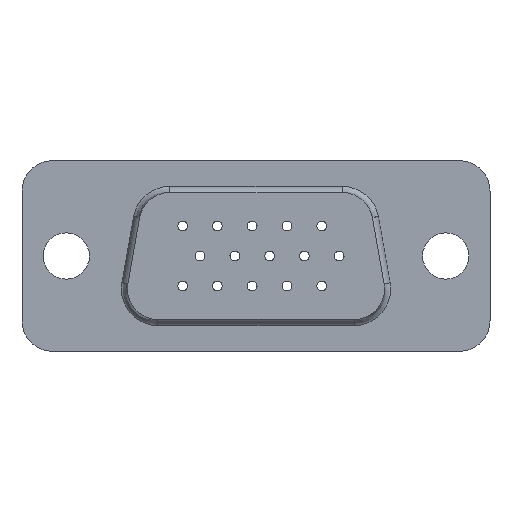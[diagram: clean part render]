
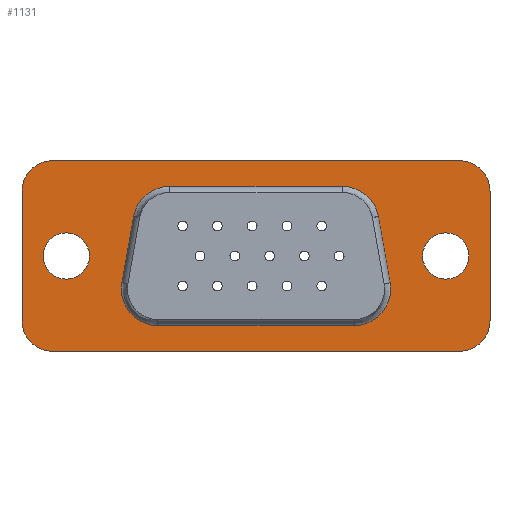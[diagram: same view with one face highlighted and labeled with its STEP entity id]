
A CAD part, front view. The second image highlights one B-rep face of the part: STEP entity #1131.
In plain terms, the highlighted planar face has unit normal (0, -1, 0).
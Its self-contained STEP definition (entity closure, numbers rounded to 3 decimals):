
#64=FACE_BOUND('',#1898,.T.);
#65=FACE_BOUND('',#1899,.T.);
#66=FACE_BOUND('',#1900,.T.);
#67=FACE_BOUND('',#1901,.T.);
#643=CIRCLE('',#8522,1.525);
#645=CIRCLE('',#8524,1.525);
#647=CIRCLE('',#8526,1.525);
#649=CIRCLE('',#8528,1.525);
#682=CIRCLE('',#8579,2.4);
#686=CIRCLE('',#8586,2.4);
#690=CIRCLE('',#8593,2.4);
#694=CIRCLE('',#8598,2.4);
#695=CIRCLE('',#8599,2.4);
#767=CIRCLE('',#8706,2.);
#769=CIRCLE('',#8709,2.);
#771=CIRCLE('',#8713,2.);
#773=CIRCLE('',#8717,2.);
#1131=ADVANCED_FACE('',(#64,#65,#66,#67),#1390,.T.);
#1390=PLANE('',#8722);
#1898=EDGE_LOOP('',(#2769,#2770));
#1899=EDGE_LOOP('',(#2771,#2772));
#1900=EDGE_LOOP('',(#2773,#2774,#2775,#2776,#2777,#2778,#2779,#2780,#2781));
#1901=EDGE_LOOP('',(#2782,#2783,#2784,#2785,#2786,#2787,#2788,#2789));
#2769=ORIENTED_EDGE('',*,*,#4360,.T.);
#2770=ORIENTED_EDGE('',*,*,#4363,.T.);
#2771=ORIENTED_EDGE('',*,*,#4354,.T.);
#2772=ORIENTED_EDGE('',*,*,#4357,.T.);
#2773=ORIENTED_EDGE('',*,*,#4479,.F.);
#2774=ORIENTED_EDGE('',*,*,#4478,.F.);
#2775=ORIENTED_EDGE('',*,*,#4481,.T.);
#2776=ORIENTED_EDGE('',*,*,#4472,.T.);
#2777=ORIENTED_EDGE('',*,*,#4470,.T.);
#2778=ORIENTED_EDGE('',*,*,#4463,.T.);
#2779=ORIENTED_EDGE('',*,*,#4461,.T.);
#2780=ORIENTED_EDGE('',*,*,#4453,.F.);
#2781=ORIENTED_EDGE('',*,*,#4652,.F.);
#2782=ORIENTED_EDGE('',*,*,#4651,.T.);
#2783=ORIENTED_EDGE('',*,*,#4623,.T.);
#2784=ORIENTED_EDGE('',*,*,#4649,.T.);
#2785=ORIENTED_EDGE('',*,*,#4645,.T.);
#2786=ORIENTED_EDGE('',*,*,#4641,.T.);
#2787=ORIENTED_EDGE('',*,*,#4637,.T.);
#2788=ORIENTED_EDGE('',*,*,#4633,.T.);
#2789=ORIENTED_EDGE('',*,*,#4629,.T.);
#3815=VERTEX_POINT('',#11423);
#3816=VERTEX_POINT('',#11425);
#3819=VERTEX_POINT('',#11439);
#3820=VERTEX_POINT('',#11441);
#3890=VERTEX_POINT('',#11756);
#3891=VERTEX_POINT('',#11757);
#3896=VERTEX_POINT('',#11772);
#3897=VERTEX_POINT('',#11776);
#3902=VERTEX_POINT('',#11790);
#3903=VERTEX_POINT('',#11794);
#3907=VERTEX_POINT('',#11804);
#3908=VERTEX_POINT('',#11806);
#3909=VERTEX_POINT('',#11808);
#3980=VERTEX_POINT('',#12475);
#3981=VERTEX_POINT('',#12477);
#3986=VERTEX_POINT('',#12488);
#3987=VERTEX_POINT('',#12490);
#3990=VERTEX_POINT('',#12498);
#3993=VERTEX_POINT('',#12506);
#3996=VERTEX_POINT('',#12514);
#3999=VERTEX_POINT('',#12522);
#4354=EDGE_CURVE('',#3816,#3815,#643,.T.);
#4357=EDGE_CURVE('',#3815,#3816,#645,.T.);
#4360=EDGE_CURVE('',#3820,#3819,#647,.T.);
#4363=EDGE_CURVE('',#3819,#3820,#649,.T.);
#4453=EDGE_CURVE('',#3890,#3891,#682,.T.);
#4461=EDGE_CURVE('',#3896,#3891,#5904,.T.);
#4463=EDGE_CURVE('',#3897,#3896,#686,.T.);
#4470=EDGE_CURVE('',#3902,#3897,#5909,.T.);
#4472=EDGE_CURVE('',#3903,#3902,#690,.T.);
#4478=EDGE_CURVE('',#3907,#3908,#694,.T.);
#4479=EDGE_CURVE('',#3908,#3909,#695,.T.);
#4481=EDGE_CURVE('',#3907,#3903,#5914,.T.);
#4623=EDGE_CURVE('',#3981,#3980,#767,.T.);
#4629=EDGE_CURVE('',#3987,#3986,#769,.T.);
#4633=EDGE_CURVE('',#3990,#3987,#5990,.T.);
#4637=EDGE_CURVE('',#3993,#3990,#771,.T.);
#4641=EDGE_CURVE('',#3996,#3993,#5996,.T.);
#4645=EDGE_CURVE('',#3999,#3996,#773,.T.);
#4649=EDGE_CURVE('',#3980,#3999,#6002,.T.);
#4651=EDGE_CURVE('',#3986,#3981,#6004,.T.);
#4652=EDGE_CURVE('',#3909,#3890,#6005,.T.);
#5904=LINE('',#11771,#6486);
#5909=LINE('',#11789,#6491);
#5914=LINE('',#11811,#6496);
#5990=LINE('',#12497,#6572);
#5996=LINE('',#12513,#6578);
#6002=LINE('',#12528,#6584);
#6004=LINE('',#12532,#6586);
#6005=LINE('',#12534,#6587);
#6486=VECTOR('',#9469,1.);
#6491=VECTOR('',#9488,1.);
#6496=VECTOR('',#9511,1.);
#6572=VECTOR('',#9827,1.);
#6578=VECTOR('',#9841,1.);
#6584=VECTOR('',#9855,1.);
#6586=VECTOR('',#9861,1.);
#6587=VECTOR('',#9864,1.);
#8522=AXIS2_PLACEMENT_3D('',#11424,#9279,#9280);
#8524=AXIS2_PLACEMENT_3D('',#11431,#9285,#9286);
#8526=AXIS2_PLACEMENT_3D('',#11440,#9291,#9292);
#8528=AXIS2_PLACEMENT_3D('',#11447,#9297,#9298);
#8579=AXIS2_PLACEMENT_3D('',#11755,#9453,#9454);
#8586=AXIS2_PLACEMENT_3D('',#11775,#9473,#9474);
#8593=AXIS2_PLACEMENT_3D('',#11793,#9492,#9493);
#8598=AXIS2_PLACEMENT_3D('',#11805,#9504,#9505);
#8599=AXIS2_PLACEMENT_3D('',#11807,#9506,#9507);
#8706=AXIS2_PLACEMENT_3D('',#12476,#9810,#9811);
#8709=AXIS2_PLACEMENT_3D('',#12489,#9820,#9821);
#8713=AXIS2_PLACEMENT_3D('',#12505,#9834,#9835);
#8717=AXIS2_PLACEMENT_3D('',#12521,#9848,#9849);
#8722=AXIS2_PLACEMENT_3D('',#12535,#9865,#9866);
#9279=DIRECTION('',(0.,1.,0.));
#9280=DIRECTION('',(1.,0.,0.));
#9285=DIRECTION('',(0.,1.,0.));
#9286=DIRECTION('',(-1.,0.,0.));
#9291=DIRECTION('',(0.,1.,0.));
#9292=DIRECTION('',(1.,0.,0.));
#9297=DIRECTION('',(0.,1.,0.));
#9298=DIRECTION('',(-1.,0.,0.));
#9453=DIRECTION('',(0.,-1.,0.));
#9454=DIRECTION('',(0.,0.,-1.));
#9469=DIRECTION('',(0.174,0.,-0.985));
#9473=DIRECTION('',(0.,1.,0.));
#9474=DIRECTION('',(0.,0.,1.));
#9488=DIRECTION('',(1.,0.,0.));
#9492=DIRECTION('',(0.,1.,0.));
#9493=DIRECTION('',(-0.985,0.,0.174));
#9504=DIRECTION('',(0.,-1.,0.));
#9505=DIRECTION('',(-0.985,0.,0.174));
#9506=DIRECTION('',(0.,-1.,0.));
#9507=DIRECTION('',(-1.,0.,0.));
#9511=DIRECTION('',(0.174,0.,0.985));
#9810=DIRECTION('',(0.,-1.,0.));
#9811=DIRECTION('',(-1.,0.,0.));
#9820=DIRECTION('',(0.,-1.,0.));
#9821=DIRECTION('',(0.,0.,1.));
#9827=DIRECTION('',(-1.,0.,0.));
#9834=DIRECTION('',(0.,-1.,0.));
#9835=DIRECTION('',(1.,0.,0.));
#9841=DIRECTION('',(0.,0.,1.));
#9848=DIRECTION('',(0.,-1.,0.));
#9849=DIRECTION('',(0.,0.,-1.));
#9855=DIRECTION('',(1.,0.,0.));
#9861=DIRECTION('',(0.,0.,-1.));
#9864=DIRECTION('',(1.,0.,0.));
#9865=DIRECTION('',(0.,-1.,0.));
#9866=DIRECTION('',(1.,0.,0.));
#11423=CARTESIAN_POINT('',(-14.02,-3.7,0.));
#11424=CARTESIAN_POINT('',(-12.495,-3.7,0.));
#11425=CARTESIAN_POINT('',(-10.97,-3.7,0.));
#11431=CARTESIAN_POINT('',(-12.495,-3.7,0.));
#11439=CARTESIAN_POINT('',(10.97,-3.7,0.));
#11440=CARTESIAN_POINT('',(12.495,-3.7,0.));
#11441=CARTESIAN_POINT('',(14.02,-3.7,0.));
#11447=CARTESIAN_POINT('',(12.495,-3.7,0.));
#11755=CARTESIAN_POINT('',(6.46,-3.7,-2.18));
#11756=CARTESIAN_POINT('',(6.46,-3.7,-4.58));
#11757=CARTESIAN_POINT('',(8.824,-3.7,-1.763));
#11771=CARTESIAN_POINT('',(8.055,-3.7,2.597));
#11772=CARTESIAN_POINT('',(8.055,-3.7,2.597));
#11775=CARTESIAN_POINT('',(5.691,-3.7,2.18));
#11776=CARTESIAN_POINT('',(5.691,-3.7,4.58));
#11789=CARTESIAN_POINT('',(-5.691,-3.7,4.58));
#11790=CARTESIAN_POINT('',(-5.691,-3.7,4.58));
#11793=CARTESIAN_POINT('',(-5.691,-3.7,2.18));
#11794=CARTESIAN_POINT('',(-8.055,-3.7,2.597));
#11804=CARTESIAN_POINT('',(-8.824,-3.7,-1.763));
#11805=CARTESIAN_POINT('',(-6.46,-3.7,-2.18));
#11806=CARTESIAN_POINT('',(-8.86,-3.7,-2.18));
#11807=CARTESIAN_POINT('',(-6.46,-3.7,-2.18));
#11808=CARTESIAN_POINT('',(-6.46,-3.7,-4.58));
#11811=CARTESIAN_POINT('',(-8.824,-3.7,-1.763));
#12475=CARTESIAN_POINT('',(-13.405,-3.7,-6.275));
#12476=CARTESIAN_POINT('',(-13.405,-3.7,-4.275));
#12477=CARTESIAN_POINT('',(-15.405,-3.7,-4.275));
#12488=CARTESIAN_POINT('',(-15.405,-3.7,4.275));
#12489=CARTESIAN_POINT('',(-13.405,-3.7,4.275));
#12490=CARTESIAN_POINT('',(-13.405,-3.7,6.275));
#12497=CARTESIAN_POINT('',(13.405,-3.7,6.275));
#12498=CARTESIAN_POINT('',(13.405,-3.7,6.275));
#12505=CARTESIAN_POINT('',(13.405,-3.7,4.275));
#12506=CARTESIAN_POINT('',(15.405,-3.7,4.275));
#12513=CARTESIAN_POINT('',(15.405,-3.7,-4.275));
#12514=CARTESIAN_POINT('',(15.405,-3.7,-4.275));
#12521=CARTESIAN_POINT('',(13.405,-3.7,-4.275));
#12522=CARTESIAN_POINT('',(13.405,-3.7,-6.275));
#12528=CARTESIAN_POINT('',(-13.405,-3.7,-6.275));
#12532=CARTESIAN_POINT('',(-15.405,-3.7,4.275));
#12534=CARTESIAN_POINT('',(-6.46,-3.7,-4.58));
#12535=CARTESIAN_POINT('',(-16.946,-3.7,-6.903));
